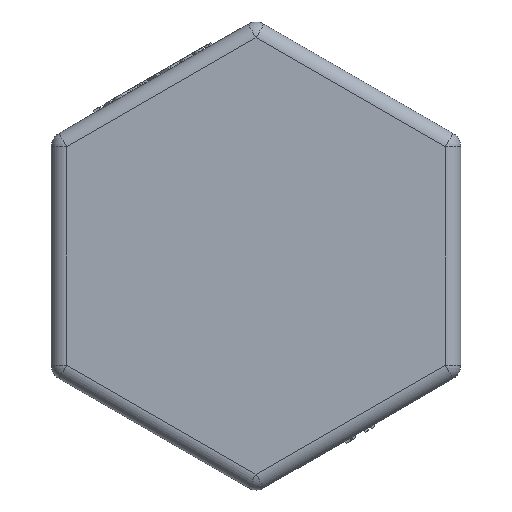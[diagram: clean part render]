
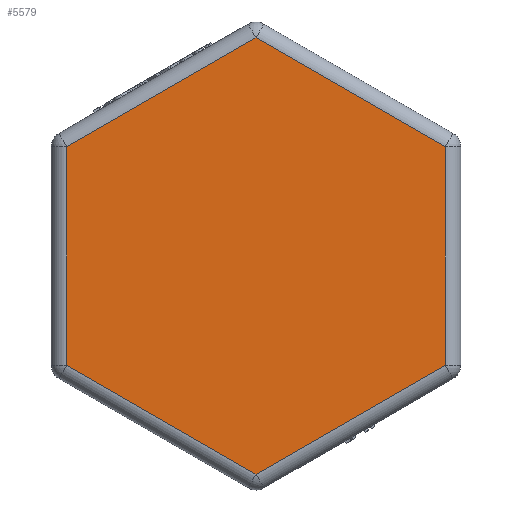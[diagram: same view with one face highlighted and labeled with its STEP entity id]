
A CAD part, left-side view. The second image highlights one B-rep face of the part: STEP entity #5579.
In plain terms, the highlighted planar face has unit normal (-1, 0, 0).
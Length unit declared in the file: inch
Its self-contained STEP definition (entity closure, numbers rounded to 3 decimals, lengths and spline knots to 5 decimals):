
#149=LINE($,#8071,#738);
#155=LINE($,#8120,#744);
#159=LINE($,#8126,#748);
#161=LINE($,#8129,#750);
#167=LINE($,#8138,#756);
#173=LINE($,#8148,#762);
#738=VECTOR($,#6239,0.83138);
#744=VECTOR($,#6301,0.83138);
#748=VECTOR($,#6309,0.83138);
#750=VECTOR($,#6313,0.83138);
#756=VECTOR($,#6325,0.83138);
#762=VECTOR($,#6339,0.83138);
#1326=PLANE($,#5953);
#1800=FACE_OUTER_BOUND($,#2142,.T.);
#2142=EDGE_LOOP($,(#4183,#4184,#4185,#4186,#4187,#4188));
#2516=VERTEX_POINT($,#8036);
#2523=VERTEX_POINT($,#8057);
#2526=VERTEX_POINT($,#8064);
#2533=VERTEX_POINT($,#8089);
#2538=VERTEX_POINT($,#8099);
#2541=VERTEX_POINT($,#8113);
#3078=EDGE_CURVE($,#2526,#2516,#149,.T.);
#3102=EDGE_CURVE($,#2541,#2538,#155,.T.);
#3106=EDGE_CURVE($,#2533,#2541,#159,.T.);
#3108=EDGE_CURVE($,#2538,#2526,#161,.T.);
#3114=EDGE_CURVE($,#2523,#2533,#167,.T.);
#3120=EDGE_CURVE($,#2516,#2523,#173,.T.);
#4183=ORIENTED_EDGE($,*,*,#3102,.F.);
#4184=ORIENTED_EDGE($,*,*,#3106,.F.);
#4185=ORIENTED_EDGE($,*,*,#3114,.F.);
#4186=ORIENTED_EDGE($,*,*,#3120,.F.);
#4187=ORIENTED_EDGE($,*,*,#3078,.F.);
#4188=ORIENTED_EDGE($,*,*,#3108,.F.);
#5579=ADVANCED_FACE($,(#1800),#1326,.T.);
#5953=AXIS2_PLACEMENT_3D($,#8618,#6470,#6471);
#6239=DIRECTION($,(0.,-0.866,-0.5));
#6301=DIRECTION($,(0.,0.,1.));
#6309=DIRECTION($,(0.,0.866,0.5));
#6313=DIRECTION($,(0.,-0.866,0.5));
#6325=DIRECTION($,(0.,0.866,-0.5));
#6339=DIRECTION($,(0.,0.,-1.));
#6470=DIRECTION('center_axis',(-1.,0.,0.));
#6471=DIRECTION('ref_axis',(0.,0.,1.));
#8036=CARTESIAN_POINT('',(0.,-0.72,0.41569));
#8057=CARTESIAN_POINT('',(0.,-0.72,-0.41569));
#8064=CARTESIAN_POINT('',(0.,0.,
0.83138));
#8071=CARTESIAN_POINT($,(0.,0.21,0.95263));
#8089=CARTESIAN_POINT('',(0.,0.,
-0.83138));
#8099=CARTESIAN_POINT('',(0.,0.72,0.41569));
#8113=CARTESIAN_POINT('',(0.,0.72,-0.41569));
#8120=CARTESIAN_POINT($,(0.,0.72,-0.22517));
#8126=CARTESIAN_POINT($,(0.,0.54,-0.51962));
#8129=CARTESIAN_POINT($,(0.,0.93,0.29445));
#8138=CARTESIAN_POINT($,(0.,-0.18,-0.72746));
#8148=CARTESIAN_POINT($,(0.,-0.72,0.22517));
#8618=CARTESIAN_POINT('Origin',(0.,1.,0.));
